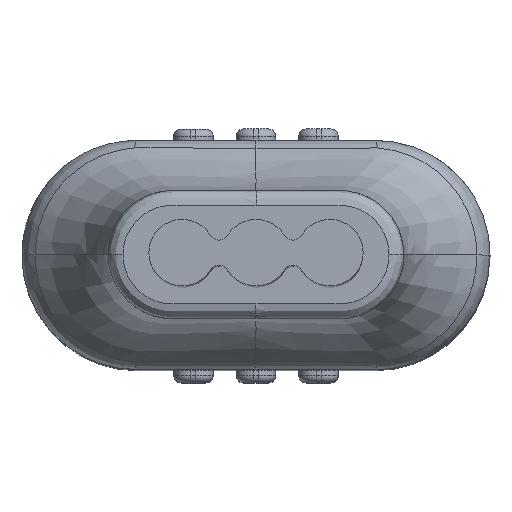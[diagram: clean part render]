
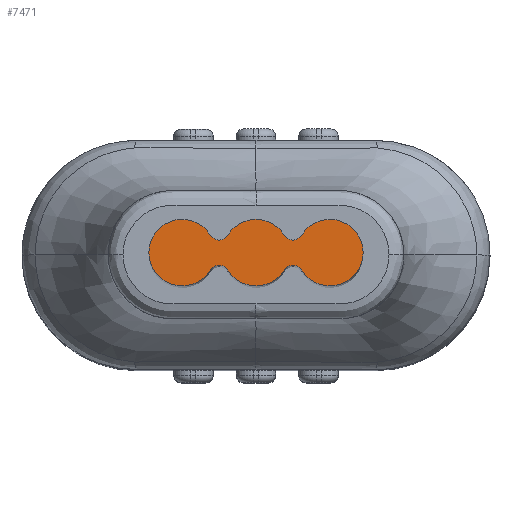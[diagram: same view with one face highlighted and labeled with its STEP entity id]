
A CAD part, top view. The second image highlights one B-rep face of the part: STEP entity #7471.
In plain terms, the highlighted face is planar.
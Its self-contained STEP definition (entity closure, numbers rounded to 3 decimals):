
#706=FACE_OUTER_BOUND('',#1110,.T.);
#1110=EDGE_LOOP('',(#6780,#6781,#6782,#6783,#6784,#6785,#6786,#6787,#6788,
#6789,#6790,#6791,#6792,#6793,#6794,#6795));
#1382=CIRCLE('',#8200,0.2);
#1383=CIRCLE('',#8201,0.675);
#1384=CIRCLE('',#8202,0.2);
#1385=CIRCLE('',#8203,0.2);
#1386=CIRCLE('',#8204,0.675);
#1387=CIRCLE('',#8205,0.2);
#1388=CIRCLE('',#8206,0.2);
#1389=CIRCLE('',#8207,0.675);
#1390=CIRCLE('',#8208,0.2);
#1391=CIRCLE('',#8209,0.2);
#1392=CIRCLE('',#8210,0.675);
#1393=CIRCLE('',#8211,0.2);
#2132=LINE('',#19879,#2882);
#2133=LINE('',#19887,#2883);
#2134=LINE('',#19895,#2884);
#2135=LINE('',#19903,#2885);
#2882=VECTOR('',#10271,10.);
#2883=VECTOR('',#10278,10.);
#2884=VECTOR('',#10285,10.);
#2885=VECTOR('',#10292,10.);
#3568=VERTEX_POINT('',#19877);
#3569=VERTEX_POINT('',#19878);
#3570=VERTEX_POINT('',#19880);
#3571=VERTEX_POINT('',#19882);
#3572=VERTEX_POINT('',#19884);
#3573=VERTEX_POINT('',#19886);
#3574=VERTEX_POINT('',#19888);
#3575=VERTEX_POINT('',#19890);
#3576=VERTEX_POINT('',#19892);
#3577=VERTEX_POINT('',#19894);
#3578=VERTEX_POINT('',#19896);
#3579=VERTEX_POINT('',#19898);
#3580=VERTEX_POINT('',#19900);
#3581=VERTEX_POINT('',#19902);
#3582=VERTEX_POINT('',#19904);
#3583=VERTEX_POINT('',#19906);
#4644=EDGE_CURVE('',#3568,#3569,#2132,.T.);
#4645=EDGE_CURVE('',#3570,#3568,#1382,.T.);
#4646=EDGE_CURVE('',#3571,#3570,#1383,.T.);
#4647=EDGE_CURVE('',#3572,#3571,#1384,.T.);
#4648=EDGE_CURVE('',#3573,#3572,#2133,.T.);
#4649=EDGE_CURVE('',#3574,#3573,#1385,.T.);
#4650=EDGE_CURVE('',#3575,#3574,#1386,.T.);
#4651=EDGE_CURVE('',#3576,#3575,#1387,.T.);
#4652=EDGE_CURVE('',#3577,#3576,#2134,.T.);
#4653=EDGE_CURVE('',#3578,#3577,#1388,.T.);
#4654=EDGE_CURVE('',#3579,#3578,#1389,.T.);
#4655=EDGE_CURVE('',#3580,#3579,#1390,.T.);
#4656=EDGE_CURVE('',#3581,#3580,#2135,.T.);
#4657=EDGE_CURVE('',#3582,#3581,#1391,.T.);
#4658=EDGE_CURVE('',#3583,#3582,#1392,.T.);
#4659=EDGE_CURVE('',#3569,#3583,#1393,.T.);
#6780=ORIENTED_EDGE('',*,*,#4644,.F.);
#6781=ORIENTED_EDGE('',*,*,#4645,.F.);
#6782=ORIENTED_EDGE('',*,*,#4646,.F.);
#6783=ORIENTED_EDGE('',*,*,#4647,.F.);
#6784=ORIENTED_EDGE('',*,*,#4648,.F.);
#6785=ORIENTED_EDGE('',*,*,#4649,.F.);
#6786=ORIENTED_EDGE('',*,*,#4650,.F.);
#6787=ORIENTED_EDGE('',*,*,#4651,.F.);
#6788=ORIENTED_EDGE('',*,*,#4652,.F.);
#6789=ORIENTED_EDGE('',*,*,#4653,.F.);
#6790=ORIENTED_EDGE('',*,*,#4654,.F.);
#6791=ORIENTED_EDGE('',*,*,#4655,.F.);
#6792=ORIENTED_EDGE('',*,*,#4656,.F.);
#6793=ORIENTED_EDGE('',*,*,#4657,.F.);
#6794=ORIENTED_EDGE('',*,*,#4658,.F.);
#6795=ORIENTED_EDGE('',*,*,#4659,.F.);
#7084=PLANE('',#8199);
#7471=ADVANCED_FACE('',(#706),#7084,.F.);
#8199=AXIS2_PLACEMENT_3D('',#19876,#10269,#10270);
#8200=AXIS2_PLACEMENT_3D('',#19881,#10272,#10273);
#8201=AXIS2_PLACEMENT_3D('',#19883,#10274,#10275);
#8202=AXIS2_PLACEMENT_3D('',#19885,#10276,#10277);
#8203=AXIS2_PLACEMENT_3D('',#19889,#10279,#10280);
#8204=AXIS2_PLACEMENT_3D('',#19891,#10281,#10282);
#8205=AXIS2_PLACEMENT_3D('',#19893,#10283,#10284);
#8206=AXIS2_PLACEMENT_3D('',#19897,#10286,#10287);
#8207=AXIS2_PLACEMENT_3D('',#19899,#10288,#10289);
#8208=AXIS2_PLACEMENT_3D('',#19901,#10290,#10291);
#8209=AXIS2_PLACEMENT_3D('',#19905,#10293,#10294);
#8210=AXIS2_PLACEMENT_3D('',#19907,#10295,#10296);
#8211=AXIS2_PLACEMENT_3D('',#19908,#10297,#10298);
#10269=DIRECTION('center_axis',(0.,-1.,0.));
#10270=DIRECTION('ref_axis',(-1.,0.,0.));
#10271=DIRECTION('',(1.,0.,0.));
#10272=DIRECTION('center_axis',(0.,1.,0.));
#10273=DIRECTION('ref_axis',(0.,0.,1.));
#10274=DIRECTION('center_axis',(0.,-1.,0.));
#10275=DIRECTION('ref_axis',(1.,0.,0.));
#10276=DIRECTION('center_axis',(0.,1.,0.));
#10277=DIRECTION('ref_axis',(-0.854,0.,-0.52));
#10278=DIRECTION('',(-1.,0.,0.));
#10279=DIRECTION('center_axis',(0.,1.,0.));
#10280=DIRECTION('ref_axis',(0.,0.,-1.));
#10281=DIRECTION('center_axis',(0.,-1.,0.));
#10282=DIRECTION('ref_axis',(1.,0.,0.));
#10283=DIRECTION('center_axis',(0.,1.,0.));
#10284=DIRECTION('ref_axis',(-0.854,0.,-0.52));
#10285=DIRECTION('',(-1.,0.,0.));
#10286=DIRECTION('center_axis',(0.,1.,0.));
#10287=DIRECTION('ref_axis',(0.,0.,-1.));
#10288=DIRECTION('center_axis',(0.,-1.,0.));
#10289=DIRECTION('ref_axis',(1.,0.,0.));
#10290=DIRECTION('center_axis',(0.,1.,0.));
#10291=DIRECTION('ref_axis',(0.854,0.,0.52));
#10292=DIRECTION('',(1.,0.,0.));
#10293=DIRECTION('center_axis',(0.,1.,0.));
#10294=DIRECTION('ref_axis',(0.,0.,1.));
#10295=DIRECTION('center_axis',(0.,-1.,0.));
#10296=DIRECTION('ref_axis',(1.,0.,0.));
#10297=DIRECTION('center_axis',(0.,1.,0.));
#10298=DIRECTION('ref_axis',(0.854,0.,0.52));
#19876=CARTESIAN_POINT('Origin',(4.589,29.133,2.325));
#19877=CARTESIAN_POINT('',(-10.753,29.133,-0.255));
#19878=CARTESIAN_POINT('',(-10.747,29.133,-0.255));
#19879=CARTESIAN_POINT('',(7.732,29.133,-0.255));
#19880=CARTESIAN_POINT('',(-10.923,29.133,-0.351));
#19881=CARTESIAN_POINT('Origin',(-10.753,29.133,-0.455));
#19882=CARTESIAN_POINT('',(-10.923,29.133,0.351));
#19883=CARTESIAN_POINT('Origin',(-11.5,29.133,0.));
#19884=CARTESIAN_POINT('',(-10.753,29.133,0.255));
#19885=CARTESIAN_POINT('Origin',(-10.753,29.133,0.455));
#19886=CARTESIAN_POINT('',(-10.747,29.133,0.255));
#19887=CARTESIAN_POINT('',(7.607,29.133,0.255));
#19888=CARTESIAN_POINT('',(-10.577,29.133,0.351));
#19889=CARTESIAN_POINT('Origin',(-10.747,29.133,0.455));
#19890=CARTESIAN_POINT('',(-9.423,29.133,0.351));
#19891=CARTESIAN_POINT('Origin',(-10.,29.133,0.));
#19892=CARTESIAN_POINT('',(-9.253,29.133,0.255));
#19893=CARTESIAN_POINT('Origin',(-9.253,29.133,0.455));
#19894=CARTESIAN_POINT('',(-9.247,29.133,0.255));
#19895=CARTESIAN_POINT('',(6.857,29.133,0.255));
#19896=CARTESIAN_POINT('',(-9.077,29.133,0.351));
#19897=CARTESIAN_POINT('Origin',(-9.247,29.133,0.455));
#19898=CARTESIAN_POINT('',(-9.077,29.133,-0.351));
#19899=CARTESIAN_POINT('Origin',(-8.5,29.133,0.));
#19900=CARTESIAN_POINT('',(-9.247,29.133,-0.255));
#19901=CARTESIAN_POINT('Origin',(-9.247,29.133,-0.455));
#19902=CARTESIAN_POINT('',(-9.253,29.133,-0.255));
#19903=CARTESIAN_POINT('',(6.982,29.133,-0.255));
#19904=CARTESIAN_POINT('',(-9.423,29.133,-0.351));
#19905=CARTESIAN_POINT('Origin',(-9.253,29.133,-0.455));
#19906=CARTESIAN_POINT('',(-10.577,29.133,-0.351));
#19907=CARTESIAN_POINT('Origin',(-10.,29.133,0.));
#19908=CARTESIAN_POINT('Origin',(-10.747,29.133,-0.455));
